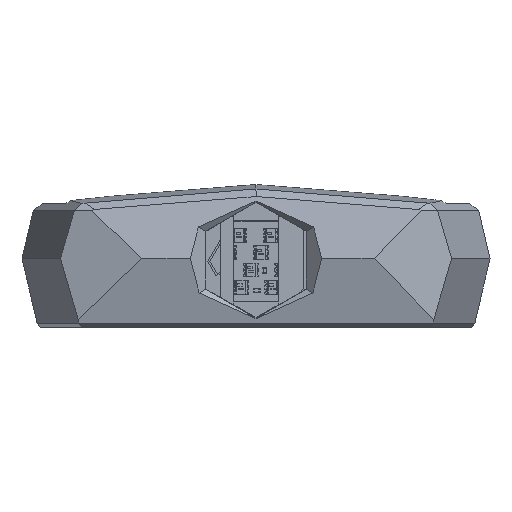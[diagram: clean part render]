
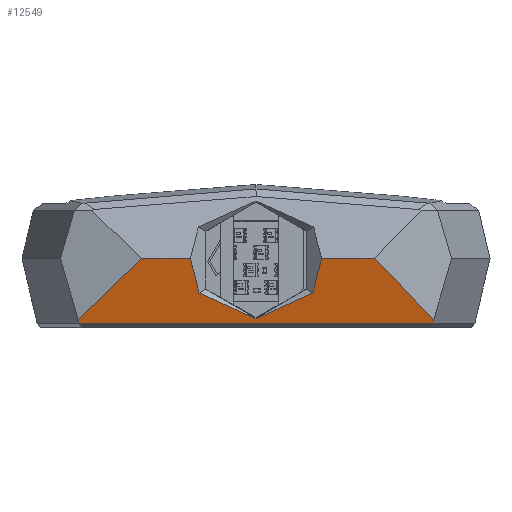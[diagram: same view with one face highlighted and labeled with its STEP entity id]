
A CAD part, top view. The second image highlights one B-rep face of the part: STEP entity #12549.
In plain terms, the highlighted planar face has unit normal (0, -0.242, 0.97).
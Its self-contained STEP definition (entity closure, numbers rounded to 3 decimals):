
#932=FACE_OUTER_BOUND('',#1641,.T.);
#1641=EDGE_LOOP('',(#10709,#10710,#10711,#10712,#10713,#10714,#10715,#10716,
#10717,#10718,#10719));
#3172=LINE('',#20225,#4664);
#3177=LINE('',#20235,#4669);
#3178=LINE('',#20237,#4670);
#3179=LINE('',#20239,#4671);
#3180=LINE('',#20241,#4672);
#3181=LINE('',#20243,#4673);
#3182=LINE('',#20245,#4674);
#3183=LINE('',#20247,#4675);
#3184=LINE('',#20249,#4676);
#3185=LINE('',#20251,#4677);
#3186=LINE('',#20252,#4678);
#4664=VECTOR('',#16556,10.);
#4669=VECTOR('',#16563,10.);
#4670=VECTOR('',#16564,10.);
#4671=VECTOR('',#16565,10.);
#4672=VECTOR('',#16566,10.);
#4673=VECTOR('',#16567,10.);
#4674=VECTOR('',#16568,10.);
#4675=VECTOR('',#16569,10.);
#4676=VECTOR('',#16570,10.);
#4677=VECTOR('',#16571,10.);
#4678=VECTOR('',#16572,10.);
#5929=VERTEX_POINT('',#20223);
#5930=VERTEX_POINT('',#20224);
#5934=VERTEX_POINT('',#20234);
#5935=VERTEX_POINT('',#20236);
#5936=VERTEX_POINT('',#20238);
#5937=VERTEX_POINT('',#20240);
#5938=VERTEX_POINT('',#20242);
#5939=VERTEX_POINT('',#20244);
#5940=VERTEX_POINT('',#20246);
#5941=VERTEX_POINT('',#20248);
#5942=VERTEX_POINT('',#20250);
#7553=EDGE_CURVE('',#5929,#5930,#3172,.T.);
#7558=EDGE_CURVE('',#5934,#5930,#3177,.T.);
#7559=EDGE_CURVE('',#5935,#5934,#3178,.F.);
#7560=EDGE_CURVE('',#5935,#5936,#3179,.T.);
#7561=EDGE_CURVE('',#5936,#5937,#3180,.T.);
#7562=EDGE_CURVE('',#5937,#5938,#3181,.T.);
#7563=EDGE_CURVE('',#5938,#5939,#3182,.T.);
#7564=EDGE_CURVE('',#5939,#5940,#3183,.T.);
#7565=EDGE_CURVE('',#5940,#5941,#3184,.T.);
#7566=EDGE_CURVE('',#5941,#5942,#3185,.T.);
#7567=EDGE_CURVE('',#5942,#5929,#3186,.T.);
#10709=ORIENTED_EDGE('',*,*,#7553,.T.);
#10710=ORIENTED_EDGE('',*,*,#7558,.F.);
#10711=ORIENTED_EDGE('',*,*,#7559,.F.);
#10712=ORIENTED_EDGE('',*,*,#7560,.T.);
#10713=ORIENTED_EDGE('',*,*,#7561,.T.);
#10714=ORIENTED_EDGE('',*,*,#7562,.T.);
#10715=ORIENTED_EDGE('',*,*,#7563,.T.);
#10716=ORIENTED_EDGE('',*,*,#7564,.T.);
#10717=ORIENTED_EDGE('',*,*,#7565,.T.);
#10718=ORIENTED_EDGE('',*,*,#7566,.T.);
#10719=ORIENTED_EDGE('',*,*,#7567,.T.);
#11750=PLANE('',#13583);
#12549=ADVANCED_FACE('',(#932),#11750,.T.);
#13583=AXIS2_PLACEMENT_3D('',#20233,#16561,#16562);
#16556=DIRECTION('',(0.167,-0.956,-0.239));
#16561=DIRECTION('center_axis',(0.,-0.243,
0.97));
#16562=DIRECTION('ref_axis',(0.,-0.97,-0.243));
#16563=DIRECTION('',(-1.,0.,0.));
#16564=DIRECTION('',(0.167,0.956,0.239));
#16565=DIRECTION('',(-0.69,0.702,0.176));
#16566=DIRECTION('',(-1.,0.,0.));
#16567=DIRECTION('',(-0.236,-0.943,-0.236));
#16568=DIRECTION('',(-0.908,-0.407,-0.102));
#16569=DIRECTION('',(-0.908,0.407,0.102));
#16570=DIRECTION('',(-0.236,0.943,0.236));
#16571=DIRECTION('',(-1.,0.,0.));
#16572=DIRECTION('',(-0.709,-0.684,-0.171));
#20223=CARTESIAN_POINT('',(-26.033,-9.14,46.466));
#20224=CARTESIAN_POINT('',(-25.94,-9.668,46.334));
#20225=CARTESIAN_POINT('',(-26.89,-4.241,47.691));
#20233=CARTESIAN_POINT('Origin',(-0.142,-0.25,
48.689));
#20234=CARTESIAN_POINT('',(25.657,-9.668,46.334));
#20235=CARTESIAN_POINT('',(-0.142,-9.668,46.334));
#20236=CARTESIAN_POINT('',(25.758,-9.092,46.478));
#20237=CARTESIAN_POINT('',(25.926,-8.129,46.719));
#20238=CARTESIAN_POINT('',(17.065,-0.25,48.689));
#20239=CARTESIAN_POINT('',(10.78,6.143,50.287));
#20240=CARTESIAN_POINT('',(9.406,-0.25,48.689));
#20241=CARTESIAN_POINT('',(-0.142,-0.25,48.689));
#20242=CARTESIAN_POINT('',(8.148,-5.286,47.43));
#20243=CARTESIAN_POINT('',(8.501,-3.871,47.784));
#20244=CARTESIAN_POINT('',(-0.142,-9.,46.501));
#20245=CARTESIAN_POINT('',(0.867,-8.548,46.614));
#20246=CARTESIAN_POINT('',(-8.431,-5.286,47.43));
#20247=CARTESIAN_POINT('',(-7.268,-5.807,47.3));
#20248=CARTESIAN_POINT('',(-9.69,-0.25,48.689));
#20249=CARTESIAN_POINT('',(-10.298,2.182,49.297));
#20250=CARTESIAN_POINT('',(-16.81,-0.25,48.689));
#20251=CARTESIAN_POINT('',(-0.142,-0.25,48.689));
#20252=CARTESIAN_POINT('',(-15.51,1.003,49.002));
